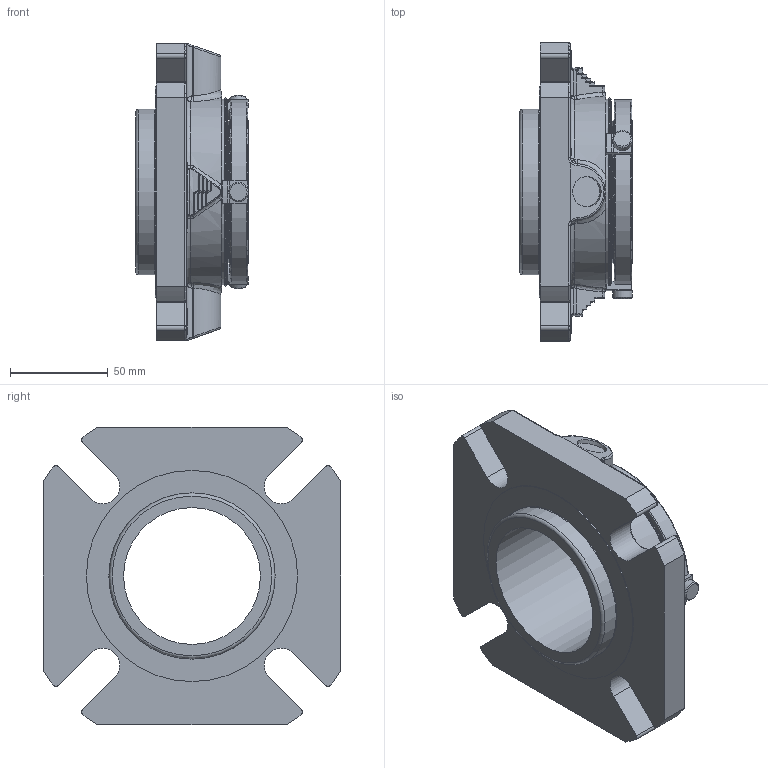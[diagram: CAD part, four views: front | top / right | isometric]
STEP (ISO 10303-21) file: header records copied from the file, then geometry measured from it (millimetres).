
FILE_DESCRIPTION(/* description */ ('Unknown'),/* implementation_level */ '2;1');
FILE_NAME(/* name */ '70mm SMSS SEAL ARRANGEMENT',/* time_stamp */ '2023-05-09T12:03:05+01:00',/* author */ ('Unknown'),/* organization */ ('Unknown'),/* preprocessor_version */ 'ST-DEVELOPER v18.102',/* originating_system */ 'Solid Edge',/* authorisation */ 'Unknown');
FILE_SCHEMA (('AP242_MANAGED_MODEL_BASED_3D_ENGINEERING_MIM_LF { 1 0 10303 442 1 1 4 }','AUTOMOTIVE_DESIGN {1 0 10303 214 3 1 1}'));
Length unit declared in the file: millimetre
Products named in the file (1): 70mm
Bounding box: 57.63 x 152.4 x 152.4 mm (x, y, z)
Volume: 399813.5 mm3; surface area: 76853.5 mm2
Topology: 1 solids, 1 shells, 859 faces, 2222 edges, 1378 vertices
Faces by surface type: cylinder 302, plane 267, bspline 166, torus 79, sphere 35, cone 10
Full cylindrical faces by diameter (mm): 4.837 x2, 10 x3, 15.5 x2, 70.002 x1, 72.39 x1, 73 x1, 73.508 x1, 84.684 x1, 94.742 x2, 96.266 x1, 108 x1
Entity records: 29199 total; most frequent: CARTESIAN_POINT 9242, ORIENTED_EDGE 4322, DIRECTION 3919, EDGE_CURVE 2161, AXIS2_PLACEMENT_3D 1447, VERTEX_POINT 1366, LINE 1025, VECTOR 1025
